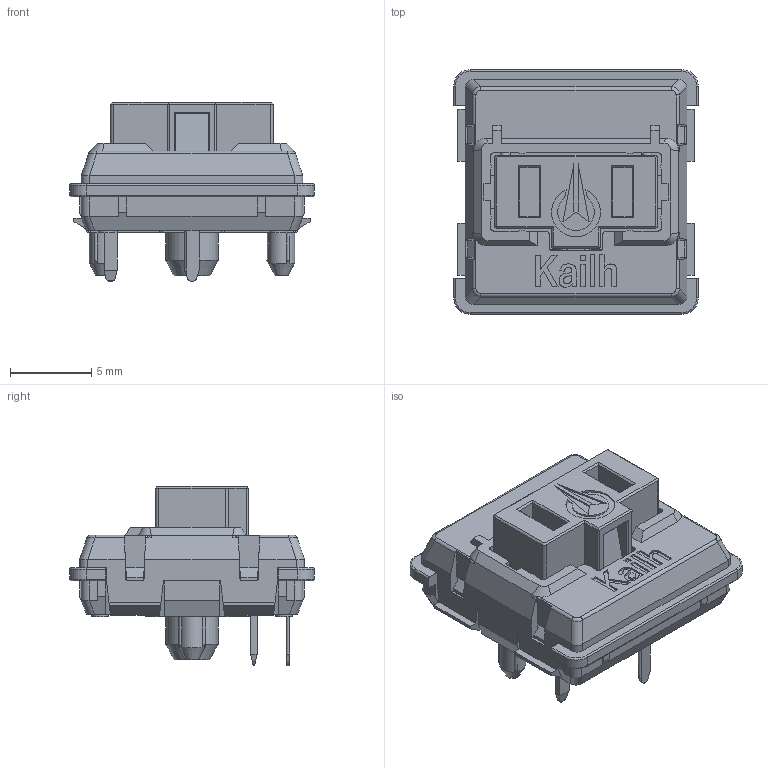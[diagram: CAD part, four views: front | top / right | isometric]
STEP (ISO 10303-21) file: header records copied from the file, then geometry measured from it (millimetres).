
FILE_DESCRIPTION(/* description */ ('FreeCAD Model'),/* implementation_level */ '2;1');
FILE_NAME(/* name */ 'red.step',/* time_stamp */ '2025-09-16T04:21:09+09:00',/* author */ (''),/* organization */ (''),/* preprocessor_version */ 'ST-DEVELOPER v20.1',/* originating_system */ 'Autodesk Translation Framework v14.4.0.0',/* authorisation */ '');
FILE_SCHEMA (('AUTOMOTIVE_DESIGN { 1 0 10303 214 3 1 1 }'));
Length unit declared in the file: millimetre
Products named in the file (9): red; bottom_stabilizer; contact; pin1; pin2; top_stabilizer; stabilizer; stem_stabilizer; shrunken_spring
Assembly tree (8 placements, depth 2):
  red
    bottom_stabilizer
    contact
    pin1
    pin2
    top_stabilizer
    stabilizer
    stem_stabilizer
    shrunken_spring
Bounding box: 15 x 15 x 11 mm (x, y, z)
Volume: 649.4 mm3; surface area: 2187.3 mm2
Topology: 8 solids, 8 shells, 980 faces, 2567 edges, 1607 vertices
Faces by surface type: plane 651, cylinder 193, bspline 55, torus 48, cone 19, sphere 14
Full cylindrical faces by diameter (mm): 0.6 x3, 1 x4, 1.7 x1, 1.8 x1, 2.7 x1, 3.2 x1, 4 x1
Entity records: 33924 total; most frequent: CARTESIAN_POINT 9586, ORIENTED_EDGE 5110, DIRECTION 4843, EDGE_CURVE 2555, LINE 1991, VECTOR 1991, VERTEX_POINT 1607, AXIS2_PLACEMENT_3D 1426
